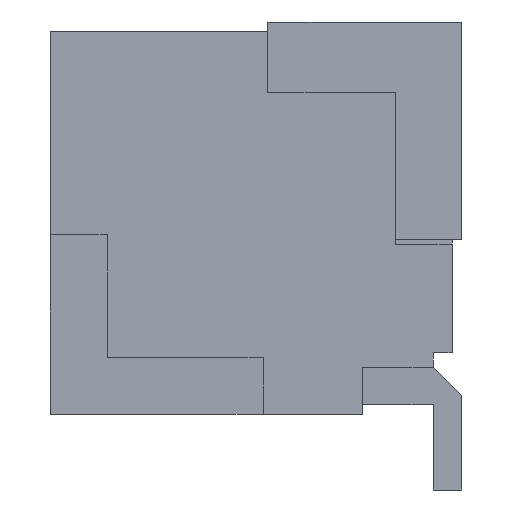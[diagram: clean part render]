
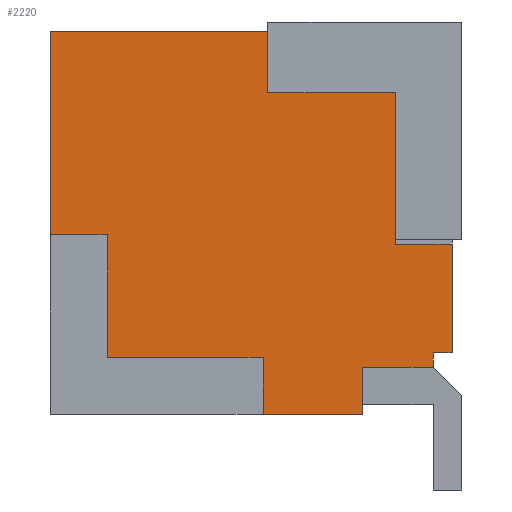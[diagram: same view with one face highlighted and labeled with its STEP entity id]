
A CAD part, left-side view. The second image highlights one B-rep face of the part: STEP entity #2220.
In plain terms, the highlighted planar face has unit normal (-1, 0, 0).
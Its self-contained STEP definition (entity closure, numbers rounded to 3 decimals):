
#55=FACE_OUTER_BOUND('',#167,.T.);
#167=EDGE_LOOP('',(#1577,#1578,#1579,#1580,#1581,#1582,#1583,#1584,#1585,
#1586,#1587,#1588,#1589,#1590,#1591,#1592));
#341=LINE('',#3141,#653);
#352=LINE('',#3162,#664);
#355=LINE('',#3167,#667);
#356=LINE('',#3171,#668);
#357=LINE('',#3173,#669);
#358=LINE('',#3175,#670);
#359=LINE('',#3177,#671);
#360=LINE('',#3179,#672);
#361=LINE('',#3181,#673);
#362=LINE('',#3183,#674);
#363=LINE('',#3185,#675);
#364=LINE('',#3187,#676);
#365=LINE('',#3188,#677);
#366=LINE('',#3190,#678);
#367=LINE('',#3192,#679);
#368=LINE('',#3193,#680);
#653=VECTOR('',#2562,1.6);
#664=VECTOR('',#2583,0.6);
#667=VECTOR('',#2588,1.35);
#668=VECTOR('',#2591,0.6);
#669=VECTOR('',#2592,1.3);
#670=VECTOR('',#2593,1.65);
#671=VECTOR('',#2594,0.6);
#672=VECTOR('',#2595,1.05);
#673=VECTOR('',#2596,0.5);
#674=VECTOR('',#2597,0.75);
#675=VECTOR('',#2598,0.15);
#676=VECTOR('',#2599,0.2);
#677=VECTOR('',#2600,1.15);
#678=VECTOR('',#2601,0.65);
#679=VECTOR('',#2602,2.3);
#680=VECTOR('',#2603,2.15);
#941=VERTEX_POINT('',#3138);
#942=VERTEX_POINT('',#3140);
#947=VERTEX_POINT('',#3161);
#948=VERTEX_POINT('',#3165);
#949=VERTEX_POINT('',#3169);
#950=VERTEX_POINT('',#3170);
#951=VERTEX_POINT('',#3172);
#952=VERTEX_POINT('',#3174);
#953=VERTEX_POINT('',#3176);
#954=VERTEX_POINT('',#3178);
#955=VERTEX_POINT('',#3180);
#956=VERTEX_POINT('',#3182);
#957=VERTEX_POINT('',#3184);
#958=VERTEX_POINT('',#3186);
#959=VERTEX_POINT('',#3189);
#960=VERTEX_POINT('',#3191);
#1169=EDGE_CURVE('',#942,#941,#341,.T.);
#1180=EDGE_CURVE('',#947,#942,#352,.T.);
#1183=EDGE_CURVE('',#941,#948,#355,.T.);
#1184=EDGE_CURVE('',#949,#950,#356,.T.);
#1185=EDGE_CURVE('',#950,#951,#357,.T.);
#1186=EDGE_CURVE('',#951,#952,#358,.T.);
#1187=EDGE_CURVE('',#952,#953,#359,.T.);
#1188=EDGE_CURVE('',#953,#954,#360,.T.);
#1189=EDGE_CURVE('',#954,#955,#361,.T.);
#1190=EDGE_CURVE('',#955,#956,#362,.T.);
#1191=EDGE_CURVE('',#956,#957,#363,.T.);
#1192=EDGE_CURVE('',#957,#958,#364,.T.);
#1193=EDGE_CURVE('',#947,#958,#365,.T.);
#1194=EDGE_CURVE('',#948,#959,#366,.T.);
#1195=EDGE_CURVE('',#960,#959,#367,.T.);
#1196=EDGE_CURVE('',#960,#949,#368,.T.);
#1577=ORIENTED_EDGE('',*,*,#1184,.T.);
#1578=ORIENTED_EDGE('',*,*,#1185,.T.);
#1579=ORIENTED_EDGE('',*,*,#1186,.T.);
#1580=ORIENTED_EDGE('',*,*,#1187,.T.);
#1581=ORIENTED_EDGE('',*,*,#1188,.T.);
#1582=ORIENTED_EDGE('',*,*,#1189,.T.);
#1583=ORIENTED_EDGE('',*,*,#1190,.T.);
#1584=ORIENTED_EDGE('',*,*,#1191,.T.);
#1585=ORIENTED_EDGE('',*,*,#1192,.T.);
#1586=ORIENTED_EDGE('',*,*,#1193,.F.);
#1587=ORIENTED_EDGE('',*,*,#1180,.T.);
#1588=ORIENTED_EDGE('',*,*,#1169,.T.);
#1589=ORIENTED_EDGE('',*,*,#1183,.T.);
#1590=ORIENTED_EDGE('',*,*,#1194,.T.);
#1591=ORIENTED_EDGE('',*,*,#1195,.F.);
#1592=ORIENTED_EDGE('',*,*,#1196,.T.);
#2047=PLANE('',#2334);
#2220=ADVANCED_FACE('',(#55),#2047,.F.);
#2334=AXIS2_PLACEMENT_3D('',#3168,#2589,#2590);
#2562=DIRECTION('',(0.,0.,1.));
#2583=DIRECTION('',(0.,1.,0.));
#2588=DIRECTION('',(0.,1.,0.));
#2589=DIRECTION('center_axis',(1.,0.,0.));
#2590=DIRECTION('ref_axis',(0.,0.,-1.));
#2591=DIRECTION('',(0.,-1.,0.));
#2592=DIRECTION('',(0.,0.,-1.));
#2593=DIRECTION('',(0.,-1.,0.));
#2594=DIRECTION('',(0.,0.,-1.));
#2595=DIRECTION('',(0.,-1.,0.));
#2596=DIRECTION('',(0.,0.,1.));
#2597=DIRECTION('',(0.,-1.,0.));
#2598=DIRECTION('',(0.,0.,1.));
#2599=DIRECTION('',(0.,-1.,0.));
#2600=DIRECTION('',(0.,0.,-1.));
#2601=DIRECTION('',(0.,0.,1.));
#2602=DIRECTION('',(0.,-1.,0.));
#2603=DIRECTION('',(0.,0.,-1.));
#3138=CARTESIAN_POINT('',(-8.25,0.6,3.4));
#3140=CARTESIAN_POINT('',(-8.25,0.6,1.8));
#3141=CARTESIAN_POINT('',(-8.25,0.6,3.4));
#3161=CARTESIAN_POINT('',(-8.25,0.,1.8));
#3162=CARTESIAN_POINT('',(-8.25,0.6,1.8));
#3165=CARTESIAN_POINT('',(-8.25,1.95,3.4));
#3167=CARTESIAN_POINT('',(-8.25,1.95,3.4));
#3168=CARTESIAN_POINT('Origin',(-8.25,0.,4.05));
#3169=CARTESIAN_POINT('',(-8.25,4.25,1.9));
#3170=CARTESIAN_POINT('',(-8.25,3.65,1.9));
#3171=CARTESIAN_POINT('',(-8.25,4.25,1.9));
#3172=CARTESIAN_POINT('',(-8.25,3.65,0.6));
#3173=CARTESIAN_POINT('',(-8.25,3.65,1.9));
#3174=CARTESIAN_POINT('',(-8.25,2.,0.6));
#3175=CARTESIAN_POINT('',(-8.25,3.65,0.6));
#3176=CARTESIAN_POINT('',(-8.25,2.,0.));
#3177=CARTESIAN_POINT('',(-8.25,2.,0.6));
#3178=CARTESIAN_POINT('',(-8.25,0.95,0.));
#3179=CARTESIAN_POINT('',(-8.25,0.,0.));
#3180=CARTESIAN_POINT('',(-8.25,0.95,0.5));
#3181=CARTESIAN_POINT('',(-8.25,0.95,0.));
#3182=CARTESIAN_POINT('',(-8.25,0.2,0.5));
#3183=CARTESIAN_POINT('',(-8.25,0.95,0.5));
#3184=CARTESIAN_POINT('',(-8.25,0.2,0.65));
#3185=CARTESIAN_POINT('',(-8.25,0.2,0.5));
#3186=CARTESIAN_POINT('',(-8.25,0.,0.65));
#3187=CARTESIAN_POINT('',(-8.25,0.2,0.65));
#3188=CARTESIAN_POINT('',(-8.25,0.,4.05));
#3189=CARTESIAN_POINT('',(-8.25,1.95,4.05));
#3190=CARTESIAN_POINT('',(-8.25,1.95,4.05));
#3191=CARTESIAN_POINT('',(-8.25,4.25,4.05));
#3192=CARTESIAN_POINT('',(-8.25,0.,4.05));
#3193=CARTESIAN_POINT('',(-8.25,4.25,4.05));
